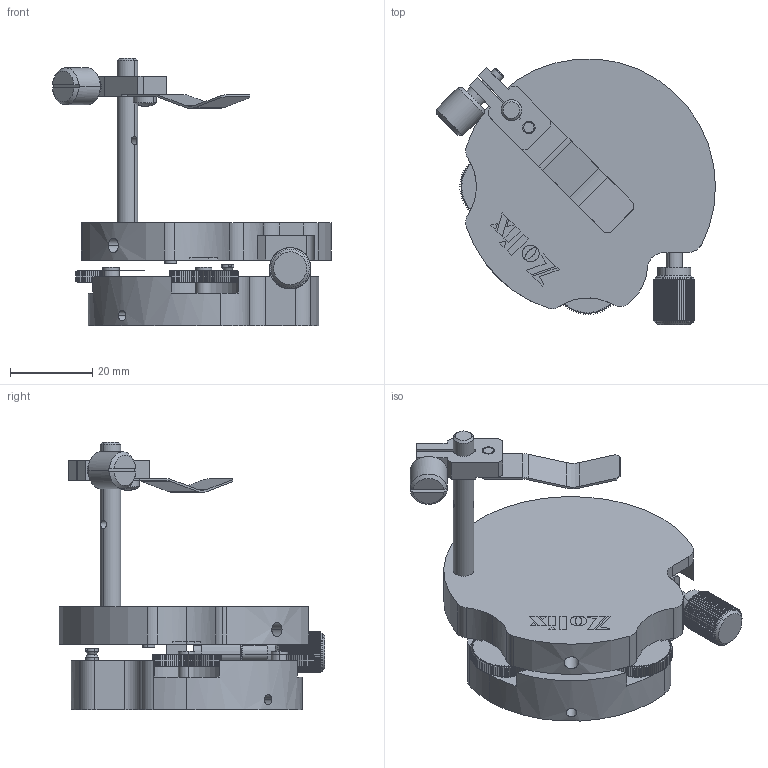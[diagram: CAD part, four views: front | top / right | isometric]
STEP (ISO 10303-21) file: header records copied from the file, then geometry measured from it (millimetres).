
FILE_DESCRIPTION (( 'STEP AP203' ), '1' );
FILE_NAME ('NPM-30.step', '2019-05-09T09:01:10', ( '' ), ( '' ), 'SwSTEP 2.0', 'SolidWorks 2016', '' );
FILE_SCHEMA (( 'CONFIG_CONTROL_DESIGN' ));
Length unit declared in the file: millimetre
Products named in the file (1): NPM-30
Bounding box: 67.66 x 64.42 x 65 mm (x, y, z)
Surface area: 20697.9 mm2 (no closed solid volume)
Topology: 0 solids, 25 shells, 717 faces, 3341 edges, 2546 vertices
Faces by surface type: plane 360, cylinder 200, cone 155, sphere 2
Entity records: 34633 total; most frequent: CARTESIAN_POINT 8560, ORIENTED_EDGE 5184, DIRECTION 5139, EDGE_CURVE 3341, VERTEX_POINT 2546, LINE 1797, VECTOR 1797, AXIS2_PLACEMENT_3D 1671
